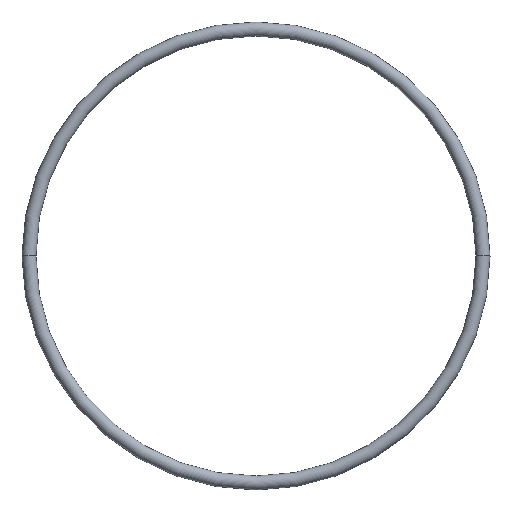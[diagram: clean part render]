
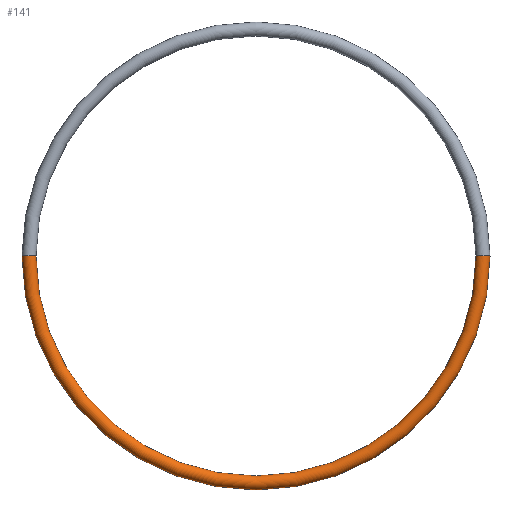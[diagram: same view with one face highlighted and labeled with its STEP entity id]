
A CAD part, top view. The second image highlights one B-rep face of the part: STEP entity #141.
In plain terms, the highlighted toroidal (fillet/blend) face has major radius 57.125 mm and minor radius 1.765 mm.
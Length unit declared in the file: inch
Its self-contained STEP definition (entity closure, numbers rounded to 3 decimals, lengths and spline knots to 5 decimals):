
#1 = EDGE_CURVE ( 'NONE', #73, #121, #34, .T. ) ;
#5 = TOROIDAL_SURFACE ( 'NONE', #6, 2.249, 0.0695 ) ;
#6 = AXIS2_PLACEMENT_3D ( 'NONE', #51, #127, #125 ) ;
#11 = CIRCLE ( 'NONE', #134, 2.3185 ) ;
#17 = CARTESIAN_POINT ( 'NONE',  ( -2.1795, 0., 0. ) ) ;
#22 = CARTESIAN_POINT ( 'NONE',  ( 2.249, 0., 0. ) ) ;
#25 = CIRCLE ( 'NONE', #139, 0.0695 ) ;
#32 = CARTESIAN_POINT ( 'NONE',  ( 0., 0., 0. ) ) ;
#34 = CIRCLE ( 'NONE', #79, 2.1795 ) ;
#36 = CARTESIAN_POINT ( 'NONE',  ( -2.249, 0., 0. ) ) ;
#43 = VERTEX_POINT ( 'NONE', #98 ) ;
#51 = CARTESIAN_POINT ( 'NONE',  ( 0., 0., 0. ) ) ;
#55 = EDGE_CURVE ( 'NONE', #43, #84, #11, .T. ) ;
#59 = ORIENTED_EDGE ( 'NONE', *, *, #80, .T. ) ;
#68 = CIRCLE ( 'NONE', #164, 0.0695 ) ;
#73 = VERTEX_POINT ( 'NONE', #17 ) ;
#74 = ORIENTED_EDGE ( 'NONE', *, *, #55, .T. ) ;
#77 = CARTESIAN_POINT ( 'NONE',  ( 0., 0., 0. ) ) ;
#79 = AXIS2_PLACEMENT_3D ( 'NONE', #32, #181, #124 ) ;
#80 = EDGE_CURVE ( 'NONE', #84, #121, #25, .T. ) ;
#84 = VERTEX_POINT ( 'NONE', #91 ) ;
#87 = EDGE_LOOP ( 'NONE', ( #194, #74, #59, #167 ) ) ;
#91 = CARTESIAN_POINT ( 'NONE',  ( 2.3185, 0., 0. ) ) ;
#92 = DIRECTION ( 'NONE',  ( 1., 0., 0. ) ) ;
#98 = CARTESIAN_POINT ( 'NONE',  ( -2.3185, 0., 0. ) ) ;
#110 = DIRECTION ( 'NONE',  ( 0., 0., -1. ) ) ;
#121 = VERTEX_POINT ( 'NONE', #171 ) ;
#124 = DIRECTION ( 'NONE',  ( 1., 0., 0. ) ) ;
#125 = DIRECTION ( 'NONE',  ( 1., 0., 0. ) ) ;
#127 = DIRECTION ( 'NONE',  ( 0., 0., 1. ) ) ;
#134 = AXIS2_PLACEMENT_3D ( 'NONE', #77, #142, #92 ) ;
#139 = AXIS2_PLACEMENT_3D ( 'NONE', #22, #157, #110 ) ;
#140 = DIRECTION ( 'NONE',  ( 0., 1., 0. ) ) ;
#141 = ADVANCED_FACE ( 'NONE', ( #174 ), #5, .T. ) ;
#142 = DIRECTION ( 'NONE',  ( 0., 0., 1. ) ) ;
#145 = DIRECTION ( 'NONE',  ( -1., 0., 0. ) ) ;
#149 = EDGE_CURVE ( 'NONE', #43, #73, #68, .T. ) ;
#157 = DIRECTION ( 'NONE',  ( 0., -1., 0. ) ) ;
#164 = AXIS2_PLACEMENT_3D ( 'NONE', #36, #140, #145 ) ;
#167 = ORIENTED_EDGE ( 'NONE', *, *, #1, .F. ) ;
#171 = CARTESIAN_POINT ( 'NONE',  ( 2.1795, 0., 0. ) ) ;
#174 = FACE_OUTER_BOUND ( 'NONE', #87, .T. ) ;
#181 = DIRECTION ( 'NONE',  ( 0., 0., 1. ) ) ;
#194 = ORIENTED_EDGE ( 'NONE', *, *, #149, .F. ) ;
